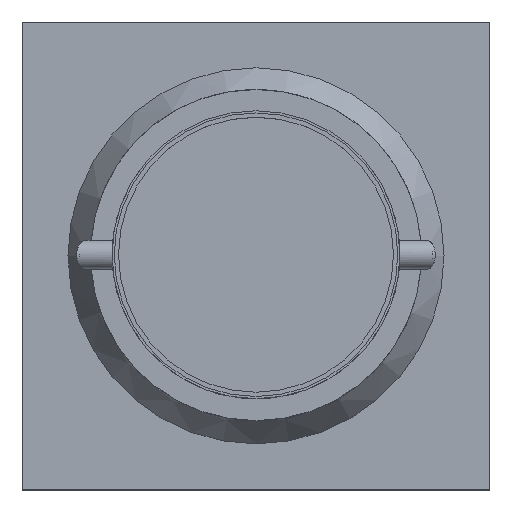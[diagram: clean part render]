
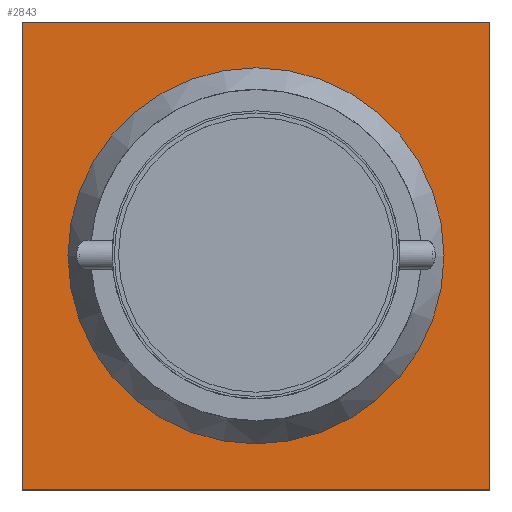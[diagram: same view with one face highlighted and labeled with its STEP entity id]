
A CAD part, top view. The second image highlights one B-rep face of the part: STEP entity #2843.
In plain terms, the highlighted planar face has unit normal (0, 0, 1).
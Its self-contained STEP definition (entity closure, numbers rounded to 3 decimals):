
#100=FACE_BOUND('',#651,.T.);
#158=PLANE('',#3130);
#293=CIRCLE('',#3123,200.);
#446=FACE_OUTER_BOUND('',#650,.T.);
#650=EDGE_LOOP('',(#2238,#2239,#2240,#2241));
#651=EDGE_LOOP('',(#2242));
#824=LINE('',#5088,#1033);
#825=LINE('',#5090,#1034);
#826=LINE('',#5092,#1035);
#827=LINE('',#5093,#1036);
#1033=VECTOR('',#3680,10.);
#1034=VECTOR('',#3681,10.);
#1035=VECTOR('',#3682,10.);
#1036=VECTOR('',#3683,10.);
#1341=VERTEX_POINT('',#5064);
#1350=VERTEX_POINT('',#5086);
#1351=VERTEX_POINT('',#5087);
#1352=VERTEX_POINT('',#5089);
#1353=VERTEX_POINT('',#5091);
#1655=EDGE_CURVE('',#1341,#1341,#293,.T.);
#1665=EDGE_CURVE('',#1350,#1351,#824,.T.);
#1666=EDGE_CURVE('',#1352,#1351,#825,.T.);
#1667=EDGE_CURVE('',#1352,#1353,#826,.T.);
#1668=EDGE_CURVE('',#1350,#1353,#827,.T.);
#2238=ORIENTED_EDGE('',*,*,#1665,.T.);
#2239=ORIENTED_EDGE('',*,*,#1666,.F.);
#2240=ORIENTED_EDGE('',*,*,#1667,.T.);
#2241=ORIENTED_EDGE('',*,*,#1668,.F.);
#2242=ORIENTED_EDGE('',*,*,#1655,.F.);
#2843=ADVANCED_FACE('',(#446,#100),#158,.T.);
#3123=AXIS2_PLACEMENT_3D('',#5065,#3659,#3660);
#3130=AXIS2_PLACEMENT_3D('',#5085,#3678,#3679);
#3659=DIRECTION('center_axis',(0.,0.,1.));
#3660=DIRECTION('ref_axis',(-1.,0.,0.));
#3678=DIRECTION('center_axis',(0.,0.,1.));
#3679=DIRECTION('ref_axis',(1.,0.,0.));
#3680=DIRECTION('',(0.,1.,0.));
#3681=DIRECTION('',(1.,0.,0.));
#3682=DIRECTION('',(0.,-1.,0.));
#3683=DIRECTION('',(-1.,0.,0.));
#5064=CARTESIAN_POINT('',(200.,0.,-684.));
#5065=CARTESIAN_POINT('Origin',(0.,0.,-684.));
#5085=CARTESIAN_POINT('Origin',(-325.,0.,-684.));
#5086=CARTESIAN_POINT('',(325.,-325.,-684.));
#5087=CARTESIAN_POINT('',(325.,325.,-684.));
#5088=CARTESIAN_POINT('',(325.,0.,-684.));
#5089=CARTESIAN_POINT('',(-325.,325.,-684.));
#5090=CARTESIAN_POINT('',(-325.,325.,-684.));
#5091=CARTESIAN_POINT('',(-325.,-325.,-684.));
#5092=CARTESIAN_POINT('',(-325.,0.,-684.));
#5093=CARTESIAN_POINT('',(-325.,-325.,-684.));
